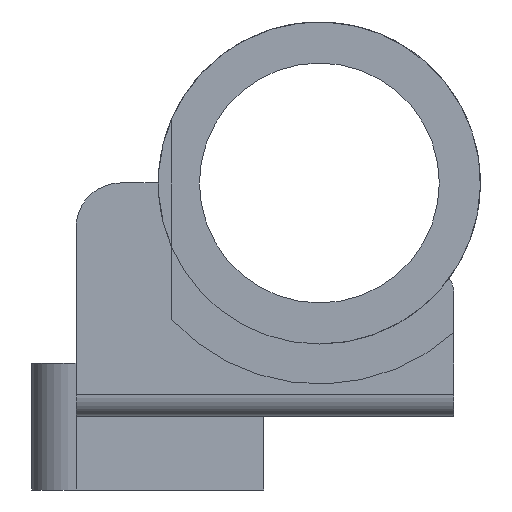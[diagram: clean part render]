
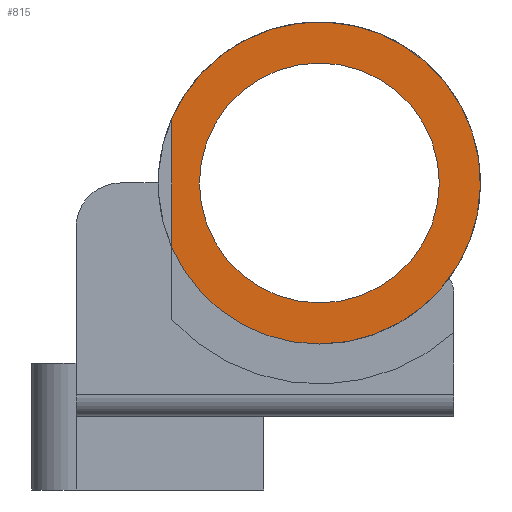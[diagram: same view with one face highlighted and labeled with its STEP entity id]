
A CAD part, front view. The second image highlights one B-rep face of the part: STEP entity #815.
In plain terms, the highlighted planar face has unit normal (0, -1, 0).
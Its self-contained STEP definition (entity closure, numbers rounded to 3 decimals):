
#20=FACE_BOUND('',#114,.T.);
#30=PLANE('',#901);
#63=FACE_OUTER_BOUND('',#113,.T.);
#113=EDGE_LOOP('',(#616,#617,#618));
#114=EDGE_LOOP('',(#619));
#156=CIRCLE('',#867,7.25);
#157=CIRCLE('',#869,7.25);
#160=CIRCLE('',#873,5.4);
#223=LINE('',#1319,#299);
#299=VECTOR('',#1060,1000.);
#348=VERTEX_POINT('',#1207);
#356=VERTEX_POINT('',#1223);
#357=VERTEX_POINT('',#1227);
#360=VERTEX_POINT('',#1235);
#435=EDGE_CURVE('',#348,#356,#156,.T.);
#436=EDGE_CURVE('',#357,#348,#157,.T.);
#441=EDGE_CURVE('',#360,#360,#160,.T.);
#481=EDGE_CURVE('',#357,#356,#223,.T.);
#616=ORIENTED_EDGE('',*,*,#481,.F.);
#617=ORIENTED_EDGE('',*,*,#436,.T.);
#618=ORIENTED_EDGE('',*,*,#435,.T.);
#619=ORIENTED_EDGE('',*,*,#441,.F.);
#815=ADVANCED_FACE('',(#63,#20),#30,.T.);
#867=AXIS2_PLACEMENT_3D('',#1225,#967,#968);
#869=AXIS2_PLACEMENT_3D('',#1228,#971,#972);
#873=AXIS2_PLACEMENT_3D('',#1237,#981,#982);
#901=AXIS2_PLACEMENT_3D('',#1318,#1058,#1059);
#967=DIRECTION('center_axis',(0.,-1.,0.));
#968=DIRECTION('ref_axis',(0.,0.,-1.));
#971=DIRECTION('center_axis',(0.,-1.,0.));
#972=DIRECTION('ref_axis',(0.,0.,-1.));
#981=DIRECTION('center_axis',(0.,-1.,0.));
#982=DIRECTION('ref_axis',(0.,0.,-1.));
#1058=DIRECTION('center_axis',(0.,-1.,0.));
#1059=DIRECTION('ref_axis',(0.,0.,-1.));
#1060=DIRECTION('',(0.,0.,1.));
#1207=CARTESIAN_POINT('',(11.453,-30.5,8.52));
#1223=CARTESIAN_POINT('',(4.804,-30.5,18.659));
#1225=CARTESIAN_POINT('Origin',(11.453,-30.5,15.77));
#1227=CARTESIAN_POINT('',(4.804,-30.5,12.881));
#1228=CARTESIAN_POINT('Origin',(11.453,-30.5,15.77));
#1235=CARTESIAN_POINT('',(11.453,-30.5,21.17));
#1237=CARTESIAN_POINT('Origin',(11.453,-30.5,15.77));
#1318=CARTESIAN_POINT('Origin',(10.953,-30.5,15.77));
#1319=CARTESIAN_POINT('',(4.804,-30.5,15.77));
